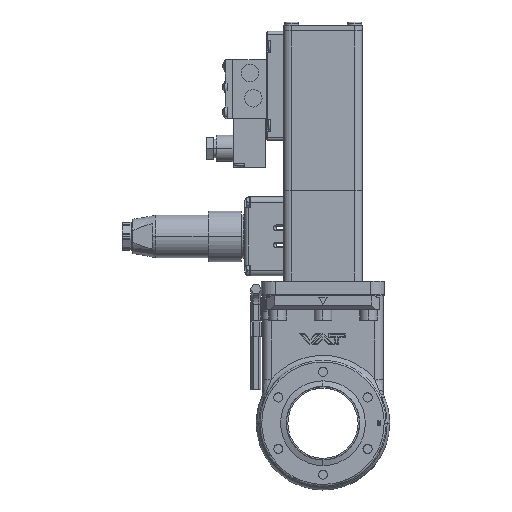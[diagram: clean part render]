
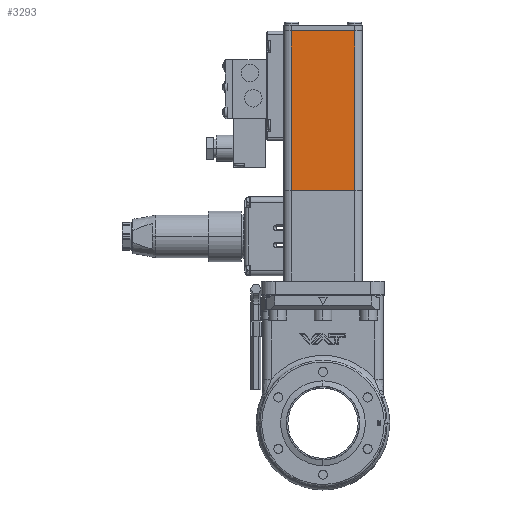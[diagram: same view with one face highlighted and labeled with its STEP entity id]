
A CAD part, top view. The second image highlights one B-rep face of the part: STEP entity #3293.
In plain terms, the highlighted planar face has unit normal (0, 0, 1).
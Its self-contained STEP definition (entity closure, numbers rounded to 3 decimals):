
#3293 = ADVANCED_FACE ( 'NONE', ( #46379 ), #38416, .T. ) ;
#12313 = ORIENTED_EDGE ( 'NONE', *, *, #79151, .F. ) ;
#12314 = ORIENTED_EDGE ( 'NONE', *, *, #79150, .T. ) ;
#12315 = ORIENTED_EDGE ( 'NONE', *, *, #79153, .T. ) ;
#12316 = ORIENTED_EDGE ( 'NONE', *, *, #79183, .T. ) ;
#15027 = EDGE_LOOP ( 'NONE', ( #12316, #12315, #12314, #12313 ) ) ;
#17689 = AXIS2_PLACEMENT_3D ( 'NONE', #38418, #38670, #38669 ) ;
#38416 = PLANE ( 'NONE',  #17689 ) ;
#38418 = CARTESIAN_POINT ( 'NONE',  ( 91.1, 18., 22.5 ) ) ;
#38669 = DIRECTION ( 'NONE',  ( 1., 0., 0. ) ) ;
#38670 = DIRECTION ( 'NONE',  ( 0., 0., 1. ) ) ;
#43173 = VERTEX_POINT ( 'NONE', #49186 ) ;
#43174 = VERTEX_POINT ( 'NONE', #49188 ) ;
#43191 = VERTEX_POINT ( 'NONE', #49224 ) ;
#43193 = VERTEX_POINT ( 'NONE', #49228 ) ;
#46379 = FACE_OUTER_BOUND ( 'NONE', #15027, .T. ) ;
#49186 = CARTESIAN_POINT ( 'NONE',  ( 91.1, 18., 22.5 ) ) ;
#49188 = CARTESIAN_POINT ( 'NONE',  ( 91.1, -18., 22.5 ) ) ;
#49224 = CARTESIAN_POINT ( 'NONE',  ( 0., -18., 22.5 ) ) ;
#49228 = CARTESIAN_POINT ( 'NONE',  ( 0., 18., 22.5 ) ) ;
#68077 = VECTOR ( 'NONE', #72767, 1000. ) ;
#68080 = VECTOR ( 'NONE', #72780, 1000. ) ;
#68082 = LINE ( 'NONE', #72765, #68077 ) ;
#68087 = LINE ( 'NONE', #72752, #68089 ) ;
#68089 = VECTOR ( 'NONE', #72771, 1000. ) ;
#68092 = LINE ( 'NONE', #72763, #68080 ) ;
#68126 = VECTOR ( 'NONE', #72973, 1000. ) ;
#68128 = LINE ( 'NONE', #72971, #68126 ) ;
#72752 = CARTESIAN_POINT ( 'NONE',  ( 91.1, 18., 22.5 ) ) ;
#72763 = CARTESIAN_POINT ( 'NONE',  ( 91.1, -18., 22.5 ) ) ;
#72765 = CARTESIAN_POINT ( 'NONE',  ( 91.1, 18., 22.5 ) ) ;
#72767 = DIRECTION ( 'NONE',  ( 0., 1., 0. ) ) ;
#72771 = DIRECTION ( 'NONE',  ( 1., 0., 0. ) ) ;
#72780 = DIRECTION ( 'NONE',  ( 1., 0., 0. ) ) ;
#72971 = CARTESIAN_POINT ( 'NONE',  ( 0., 18., 22.5 ) ) ;
#72973 = DIRECTION ( 'NONE',  ( 0., -1., 0. ) ) ;
#79150 = EDGE_CURVE ( 'NONE', #43174, #43173, #68082, .T. ) ;
#79151 = EDGE_CURVE ( 'NONE', #43193, #43173, #68087, .T. ) ;
#79153 = EDGE_CURVE ( 'NONE', #43191, #43174, #68092, .T. ) ;
#79183 = EDGE_CURVE ( 'NONE', #43193, #43191, #68128, .T. ) ;
